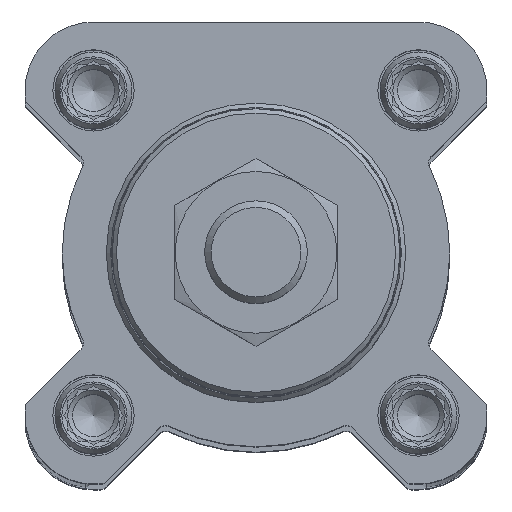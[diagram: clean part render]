
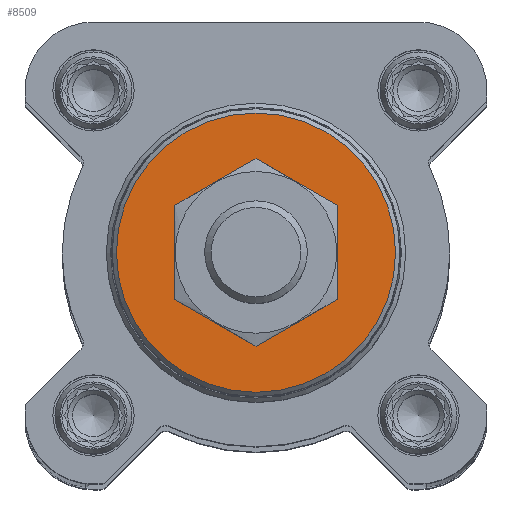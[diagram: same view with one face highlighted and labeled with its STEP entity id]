
A CAD part, top view. The second image highlights one B-rep face of the part: STEP entity #8509.
In plain terms, the highlighted planar face has unit normal (0, 0, 1).
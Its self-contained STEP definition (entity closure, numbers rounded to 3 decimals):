
#1548=PLANE('',#9260);
#1999=CIRCLE('',#9261,16.32);
#2000=CIRCLE('',#9262,8.);
#3226=ORIENTED_EDGE('',*,*,#5233,.F.);
#3227=ORIENTED_EDGE('',*,*,#5234,.T.);
#5233=EDGE_CURVE('',#6310,#6310,#1999,.T.);
#5234=EDGE_CURVE('',#6311,#6311,#2000,.T.);
#6310=VERTEX_POINT('',#14027);
#6311=VERTEX_POINT('',#14029);
#7072=EDGE_LOOP('',(#3226));
#7073=EDGE_LOOP('',(#3227));
#7731=FACE_BOUND('',#7072,.T.);
#7732=FACE_BOUND('',#7073,.T.);
#8509=ADVANCED_FACE('',(#7731,#7732),#1548,.F.);
#9260=AXIS2_PLACEMENT_3D('',#14025,#10731,#10732);
#9261=AXIS2_PLACEMENT_3D('',#14026,#10733,#10734);
#9262=AXIS2_PLACEMENT_3D('',#14028,#10735,#10736);
#10731=DIRECTION('',(0.,0.,-1.));
#10732=DIRECTION('',(-1.,0.,0.));
#10733=DIRECTION('',(0.,0.,-1.));
#10734=DIRECTION('',(-1.,0.,0.));
#10735=DIRECTION('',(0.,0.,-1.));
#10736=DIRECTION('',(-1.,0.,0.));
#14025=CARTESIAN_POINT('',(0.,0.,21.3));
#14026=CARTESIAN_POINT('',(0.,0.,21.3));
#14027=CARTESIAN_POINT('',(-16.32,0.,21.3));
#14028=CARTESIAN_POINT('',(0.,0.,21.3));
#14029=CARTESIAN_POINT('',(-8.,0.,21.3));
